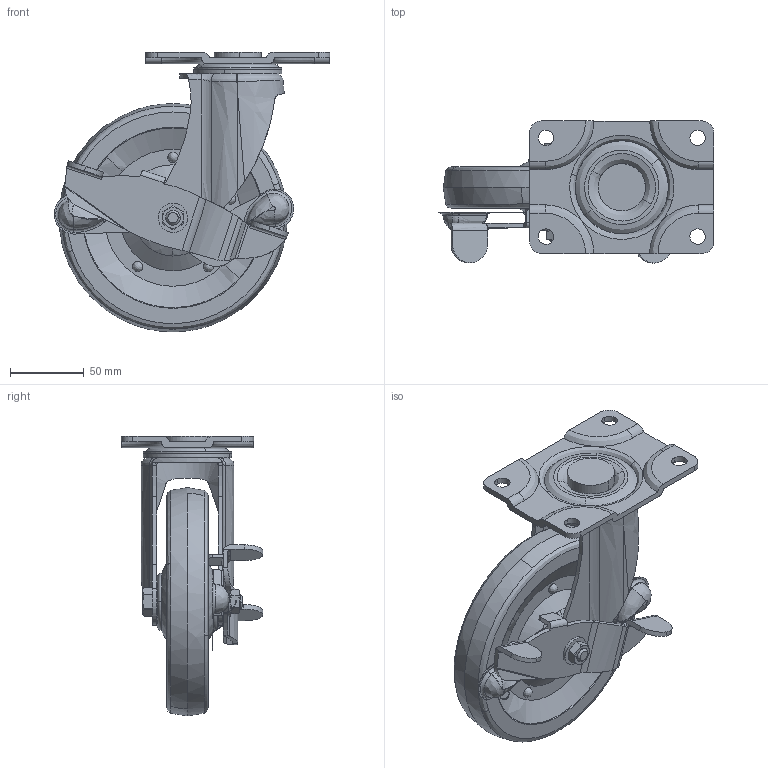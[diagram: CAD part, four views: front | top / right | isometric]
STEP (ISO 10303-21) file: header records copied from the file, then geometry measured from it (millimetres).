
FILE_DESCRIPTION((''),'2;1');
FILE_NAME('','2009-03-19T14:36:06',(''),(''),'','CADfix','');
FILE_SCHEMA(('AUTOMOTIVE_DESIGN { 1 0 10303 214 1 1 1 1 }'));
Length unit declared in the file: millimetre
Bounding box: 187.19 x 96.22 x 190 mm (x, y, z)
Volume: 568479.3 mm3; surface area: 143758.3 mm2
Topology: 6 solids, 10 shells, 468 faces, 1317 edges, 880 vertices
Faces by surface type: bspline 468
Entity records: 24993 total; most frequent: CARTESIAN_POINT 17761, ORIENTED_EDGE 2580, EDGE_CURVE 1301, VERTEX_POINT 880, EDGE_LOOP 521, FACE_OUTER_BOUND 468, ADVANCED_FACE 468, QUASI_UNIFORM_CURVE 368
